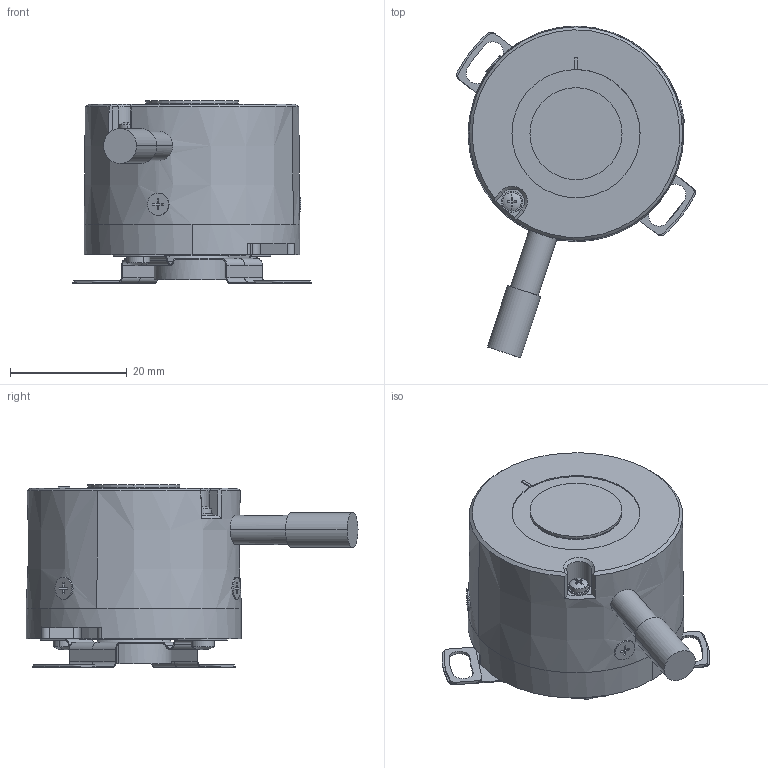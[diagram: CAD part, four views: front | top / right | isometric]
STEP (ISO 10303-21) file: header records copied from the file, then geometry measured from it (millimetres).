
FILE_DESCRIPTION(('CoCreate Modeling STEP Export'),'2;1');
FILE_NAME('35K2_PCD_40mm_coupling.stp','2023-08-17T15:07:24',(''),(''),'CoCreate Modeling STEP processor for AP203 (Solid Model)','CoCreate Modeling 17.0B 09-Oct-2010 (C) Parametric Technology GmbH','');
FILE_SCHEMA(('CONFIG_CONTROL_DESIGN'));
Length unit declared in the file: millimetre
Products named in the file (2): 35K2_PCD_40mm_coupling
Assembly tree (1 placements, depth 2):
  35K2_PCD_40mm_coupling
    35K2_PCD_40mm_coupling
Bounding box: 41.03 x 56.99 x 31.4 mm (x, y, z)
Volume: 26572.3 mm3; surface area: 8602.6 mm2
Topology: 1 solids, 8 shells, 407 faces, 1067 edges, 693 vertices
Faces by surface type: plane 174, cylinder 170, cone 33, torus 14, bspline 10, sphere 6
Entity records: 15941 total; most frequent: CARTESIAN_POINT 6133, ORIENTED_EDGE 2130, DIRECTION 1858, EDGE_CURVE 1065, VERTEX_POINT 693, AXIS2_PLACEMENT_3D 684, VECTOR 490, LINE 490
